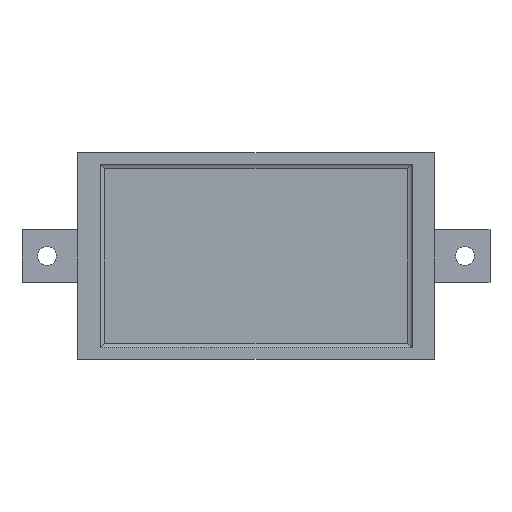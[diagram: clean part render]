
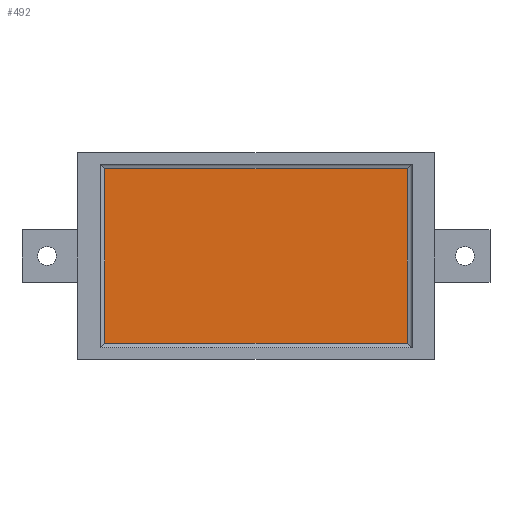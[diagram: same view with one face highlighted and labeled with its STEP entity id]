
A CAD part, top view. The second image highlights one B-rep face of the part: STEP entity #492.
In plain terms, the highlighted planar face has unit normal (0, 0, 1).
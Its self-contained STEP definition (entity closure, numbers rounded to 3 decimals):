
#30=PLANE('',#539);
#55=FACE_OUTER_BOUND('',#84,.T.);
#84=EDGE_LOOP('',(#360,#361,#362,#363));
#120=LINE('',#716,#176);
#123=LINE('',#726,#179);
#125=LINE('',#732,#181);
#127=LINE('',#736,#183);
#176=VECTOR('',#576,1.);
#179=VECTOR('',#585,1.);
#181=VECTOR('',#591,1.);
#183=VECTOR('',#597,1.);
#232=VERTEX_POINT('',#714);
#233=VERTEX_POINT('',#715);
#237=VERTEX_POINT('',#725);
#239=VERTEX_POINT('',#731);
#276=EDGE_CURVE('',#232,#233,#120,.T.);
#281=EDGE_CURVE('',#233,#237,#123,.T.);
#284=EDGE_CURVE('',#237,#239,#125,.T.);
#287=EDGE_CURVE('',#239,#232,#127,.T.);
#360=ORIENTED_EDGE('',*,*,#276,.F.);
#361=ORIENTED_EDGE('',*,*,#287,.F.);
#362=ORIENTED_EDGE('',*,*,#284,.F.);
#363=ORIENTED_EDGE('',*,*,#281,.F.);
#492=ADVANCED_FACE('',(#55),#30,.F.);
#539=AXIS2_PLACEMENT_3D('',#737,#598,#599);
#576=DIRECTION('',(0.,1.,0.));
#585=DIRECTION('',(1.,0.,0.));
#591=DIRECTION('',(0.,-1.,0.));
#597=DIRECTION('',(-1.,0.,0.));
#598=DIRECTION('center_axis',(0.,0.,-1.));
#599=DIRECTION('ref_axis',(-1.,0.,0.));
#714=CARTESIAN_POINT('',(-27.134,-15.634,1.5));
#715=CARTESIAN_POINT('',(-27.134,15.634,1.5));
#716=CARTESIAN_POINT('',(-27.134,-8.25,1.5));
#725=CARTESIAN_POINT('',(27.134,15.634,1.5));
#726=CARTESIAN_POINT('',(-14.,15.634,1.5));
#731=CARTESIAN_POINT('',(27.134,-15.634,1.5));
#732=CARTESIAN_POINT('',(27.134,8.25,1.5));
#736=CARTESIAN_POINT('',(14.,-15.634,1.5));
#737=CARTESIAN_POINT('Origin',(0.,0.,1.5));
